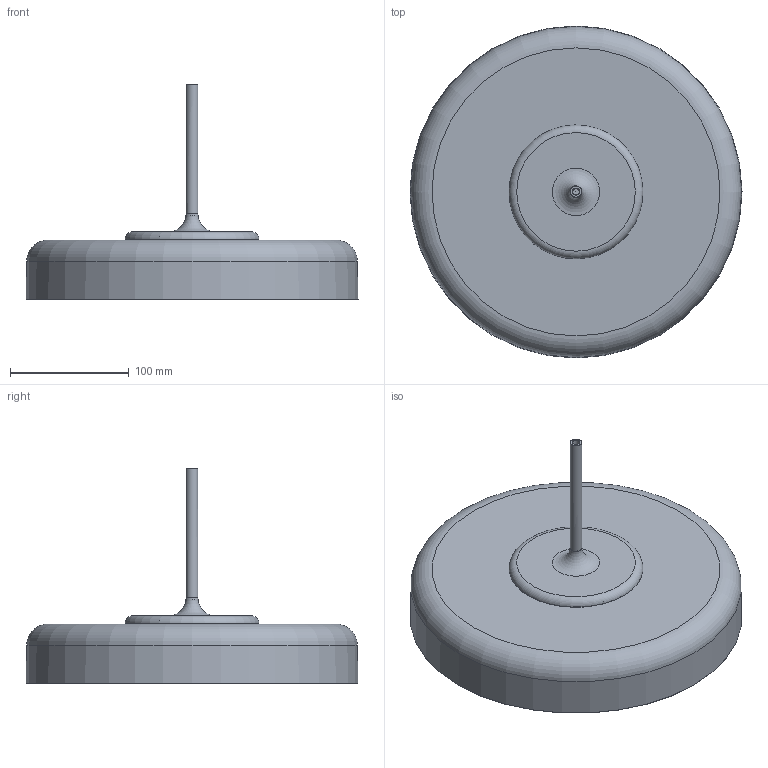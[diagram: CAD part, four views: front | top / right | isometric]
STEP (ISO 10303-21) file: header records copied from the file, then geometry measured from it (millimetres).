
FILE_DESCRIPTION(/* description */ ('This is a sample STEP configuration'),/* implementation_level */ '2;1');
FILE_NAME(/* name */ '136-1005xxxx SIMPLE.ipt_Rev_00.1.stp',/* time_stamp */ '2023-04-26T13:03:04+02:00',/* author */ ('powerJobs'),/* organization */ ('coolOrange'),/* preprocessor_version */ 'ST-DEVELOPER v19.2',/* originating_system */ 'Autodesk Inventor 2023',/* authorisation */ '');
FILE_SCHEMA (('AUTOMOTIVE_DESIGN { 1 0 10303 214 3 1 1 }'));
Length unit declared in the file: millimetre
Products named in the file (1): ENG000026258
Bounding box: 279.99 x 279.99 x 181.11 mm (x, y, z)
Volume: 294402.4 mm3; surface area: 279383.7 mm2
Topology: 2 solids, 7 shells, 97 faces, 233 edges, 158 vertices
Faces by surface type: plane 27, cylinder 24, torus 18, bspline 14, cone 12, sphere 2
Full cylindrical faces by diameter (mm): 3 x4, 5 x1, 5.5 x1, 6.647 x1, 8 x2, 10 x1, 15 x1, 71.6 x1, 74 x1, 94 x1, 100 x1, 101 x1, 104 x1, 106 x1, 106.4 x1, 110 x2, 113 x1
Entity records: 10714 total; most frequent: CARTESIAN_POINT 8366, DIRECTION 474, ORIENTED_EDGE 464, EDGE_CURVE 235, AXIS2_PLACEMENT_3D 213, VERTEX_POINT 164, CIRCLE 129, EDGE_LOOP 123
